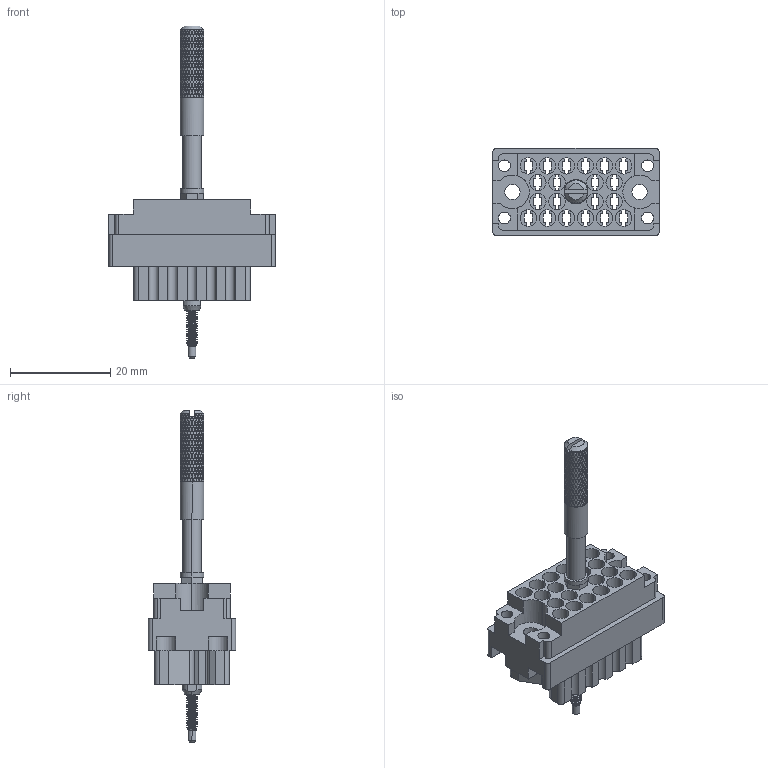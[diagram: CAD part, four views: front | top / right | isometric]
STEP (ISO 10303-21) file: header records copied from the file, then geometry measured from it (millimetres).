
FILE_DESCRIPTION (( 'STEP AP203' ), '1' );
FILE_NAME ('516-020-000-205.STEP', '2020-03-04T15:46:34', ( '' ), ( '' ), 'SwSTEP 2.0', 'SolidWorks 2016', '' );
FILE_SCHEMA (( 'CONFIG_CONTROL_DESIGN' ));
Length unit declared in the file: inch
Products named in the file (8): 516-250-020-111; 516-251-025-100; 516-253-025-100; 516-252-022-102; 516-250-021-102; 516-020-000-205; 516 Part Receptacle_020; Actuating Screw Assy 020
Assembly tree (7 placements, depth 3):
  516-020-000-205
    516 Part Receptacle_020
    Actuating Screw Assy 020
      516-251-025-100
      516-250-021-102
      516-250-020-111
      516-253-025-100
      516-252-022-102
Bounding box: 33.32 x 17.42 x 66.29 mm (x, y, z)
Volume: 5760.9 mm3; surface area: 9555.9 mm2
Topology: 6 solids, 6 shells, 3288 faces, 7350 edges, 4088 vertices
Faces by surface type: bspline 2022, cylinder 755, plane 491, cone 20
Entity records: 179007 total; most frequent: CARTESIAN_POINT 128546, ORIENTED_EDGE 14700, EDGE_CURVE 7350, DIRECTION 5212, VERTEX_POINT 4088, EDGE_LOOP 3364, ADVANCED_FACE 3288, FACE_OUTER_BOUND 3288
